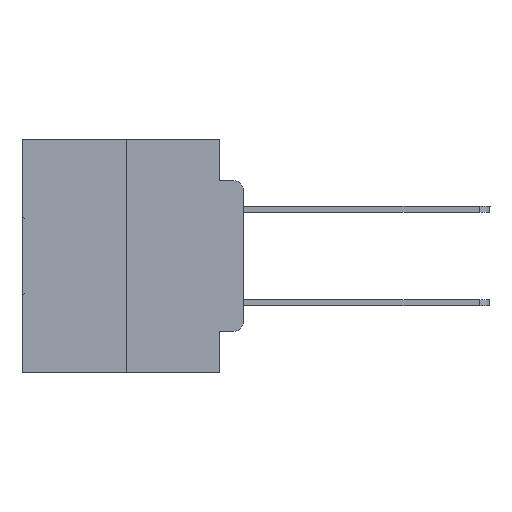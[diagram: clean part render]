
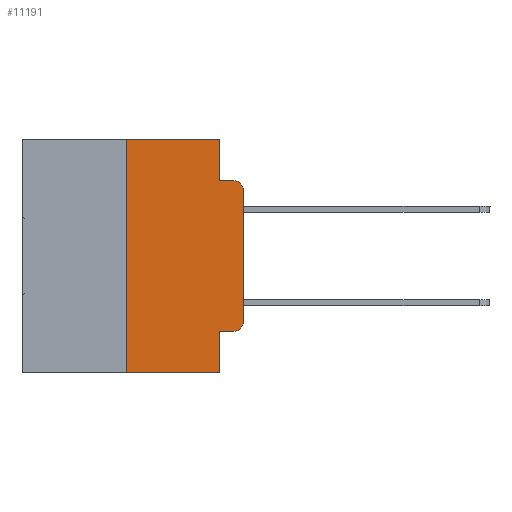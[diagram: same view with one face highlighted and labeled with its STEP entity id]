
A CAD part, left-side view. The second image highlights one B-rep face of the part: STEP entity #11191.
In plain terms, the highlighted planar face has unit normal (-1, 0, 0).
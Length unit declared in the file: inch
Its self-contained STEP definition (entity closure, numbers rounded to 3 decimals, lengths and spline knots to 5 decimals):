
#387 = FACE_OUTER_BOUND ( 'NONE', #21747, .T. ) ;
#679 = CARTESIAN_POINT ( 'NONE',  ( 0., 0.02, -0.3915 ) ) ;
#702 = VERTEX_POINT ( 'NONE', #17931 ) ;
#1177 = DIRECTION ( 'NONE',  ( -1., 0., 0. ) ) ;
#1194 = EDGE_CURVE ( 'NONE', #6410, #12762, #14977, .T. ) ;
#1731 = VECTOR ( 'NONE', #31686, 39.37008 ) ;
#2661 = DIRECTION ( 'NONE',  ( 0., -1., 0. ) ) ;
#2918 = EDGE_CURVE ( 'NONE', #702, #18081, #24659, .T. ) ;
#3298 = DIRECTION ( 'NONE',  ( 0., 0., -1. ) ) ;
#3562 = CARTESIAN_POINT ( 'NONE',  ( 0., 0.051, -0.4115 ) ) ;
#3701 = VERTEX_POINT ( 'NONE', #19682 ) ;
#3718 = AXIS2_PLACEMENT_3D ( 'NONE', #679, #18095, #3298 ) ;
#3992 = VERTEX_POINT ( 'NONE', #27978 ) ;
#4589 = ORIENTED_EDGE ( 'NONE', *, *, #19458, .T. ) ;
#4595 = DIRECTION ( 'NONE',  ( 0., 0., -1. ) ) ;
#5238 = ORIENTED_EDGE ( 'NONE', *, *, #17865, .T. ) ;
#6182 = CARTESIAN_POINT ( 'NONE',  ( 0., 0.051, 0. ) ) ;
#6410 = VERTEX_POINT ( 'NONE', #3562 ) ;
#6965 = CARTESIAN_POINT ( 'NONE',  ( 0., 0.25, 0. ) ) ;
#7800 = VECTOR ( 'NONE', #2661, 39.37008 ) ;
#8123 = ORIENTED_EDGE ( 'NONE', *, *, #11281, .F. ) ;
#8174 = CARTESIAN_POINT ( 'NONE',  ( 0., 0., 0. ) ) ;
#9295 = ORIENTED_EDGE ( 'NONE', *, *, #9651, .F. ) ;
#9651 = EDGE_CURVE ( 'NONE', #3701, #3992, #25640, .T. ) ;
#9712 = EDGE_CURVE ( 'NONE', #702, #12762, #24097, .T. ) ;
#10222 = CARTESIAN_POINT ( 'NONE',  ( 0., 0.473, 0. ) ) ;
#10618 = DIRECTION ( 'NONE',  ( 0., 0., 1. ) ) ;
#11191 = ADVANCED_FACE ( 'NONE', ( #387 ), #27140, .F. ) ;
#11281 = EDGE_CURVE ( 'NONE', #3992, #27785, #23591, .T. ) ;
#11670 = VECTOR ( 'NONE', #21593, 39.37008 ) ;
#12079 = CARTESIAN_POINT ( 'NONE',  ( 0., 0.051, -0.4115 ) ) ;
#12285 = VERTEX_POINT ( 'NONE', #27575 ) ;
#12537 = CARTESIAN_POINT ( 'NONE',  ( 0., 0.473, 0. ) ) ;
#12762 = VERTEX_POINT ( 'NONE', #19684 ) ;
#12794 = AXIS2_PLACEMENT_3D ( 'NONE', #12537, #15014, #4595 ) ;
#13451 = VECTOR ( 'NONE', #18526, 39.37008 ) ;
#14977 = LINE ( 'NONE', #17138, #1731 ) ;
#14987 = CARTESIAN_POINT ( 'NONE',  ( 0., 0., -0.1085 ) ) ;
#15014 = DIRECTION ( 'NONE',  ( 1., 0., 0. ) ) ;
#15165 = CARTESIAN_POINT ( 'NONE',  ( 0., 0.02, -0.4115 ) ) ;
#15340 = DIRECTION ( 'NONE',  ( 0., -1., 0. ) ) ;
#16102 = CARTESIAN_POINT ( 'NONE',  ( 0., 0.02, -0.1085 ) ) ;
#16386 = VECTOR ( 'NONE', #15340, 39.37008 ) ;
#16522 = ORIENTED_EDGE ( 'NONE', *, *, #25946, .F. ) ;
#17138 = CARTESIAN_POINT ( 'NONE',  ( 0., 0.051, 0. ) ) ;
#17225 = CIRCLE ( 'NONE', #22295, 0.02 ) ;
#17401 = ORIENTED_EDGE ( 'NONE', *, *, #2918, .F. ) ;
#17463 = CIRCLE ( 'NONE', #3718, 0.02 ) ;
#17665 = ORIENTED_EDGE ( 'NONE', *, *, #9712, .T. ) ;
#17865 = EDGE_CURVE ( 'NONE', #27558, #27785, #17225, .T. ) ;
#17931 = CARTESIAN_POINT ( 'NONE',  ( 0., 0.25, -0.5 ) ) ;
#18081 = VERTEX_POINT ( 'NONE', #21990 ) ;
#18095 = DIRECTION ( 'NONE',  ( -1., 0., 0. ) ) ;
#18190 = ORIENTED_EDGE ( 'NONE', *, *, #1194, .F. ) ;
#18295 = CARTESIAN_POINT ( 'NONE',  ( 0., 0.02, -0.0885 ) ) ;
#18526 = DIRECTION ( 'NONE',  ( 0., 0., -1. ) ) ;
#18549 = DIRECTION ( 'NONE',  ( 0., 0., -1. ) ) ;
#18717 = DIRECTION ( 'NONE',  ( 0., -1., 0. ) ) ;
#19297 = ORIENTED_EDGE ( 'NONE', *, *, #31476, .T. ) ;
#19458 = EDGE_CURVE ( 'NONE', #12285, #27558, #27376, .T. ) ;
#19569 = ORIENTED_EDGE ( 'NONE', *, *, #24963, .T. ) ;
#19682 = CARTESIAN_POINT ( 'NONE',  ( 0., 0.051, 0. ) ) ;
#19684 = CARTESIAN_POINT ( 'NONE',  ( 0., 0.051, -0.5 ) ) ;
#20805 = VECTOR ( 'NONE', #29151, 39.37008 ) ;
#20902 = VECTOR ( 'NONE', #10618, 39.37008 ) ;
#21548 = LINE ( 'NONE', #10222, #7800 ) ;
#21593 = DIRECTION ( 'NONE',  ( 0., 0., 1. ) ) ;
#21747 = EDGE_LOOP ( 'NONE', ( #4589, #5238, #8123, #9295, #16522, #17401, #17665, #18190, #19297, #19569 ) ) ;
#21990 = CARTESIAN_POINT ( 'NONE',  ( 0., 0.25, 0. ) ) ;
#22295 = AXIS2_PLACEMENT_3D ( 'NONE', #16102, #1177, #18549 ) ;
#23591 = LINE ( 'NONE', #29940, #16386 ) ;
#24097 = LINE ( 'NONE', #26042, #31334 ) ;
#24659 = LINE ( 'NONE', #6965, #11670 ) ;
#24963 = EDGE_CURVE ( 'NONE', #28258, #12285, #17463, .T. ) ;
#25640 = LINE ( 'NONE', #6182, #13451 ) ;
#25946 = EDGE_CURVE ( 'NONE', #18081, #3701, #21548, .T. ) ;
#26042 = CARTESIAN_POINT ( 'NONE',  ( 0., 0.473, -0.5 ) ) ;
#26500 = LINE ( 'NONE', #12079, #20805 ) ;
#27140 = PLANE ( 'NONE',  #12794 ) ;
#27376 = LINE ( 'NONE', #8174, #20902 ) ;
#27558 = VERTEX_POINT ( 'NONE', #14987 ) ;
#27575 = CARTESIAN_POINT ( 'NONE',  ( 0., 0., -0.3915 ) ) ;
#27785 = VERTEX_POINT ( 'NONE', #18295 ) ;
#27978 = CARTESIAN_POINT ( 'NONE',  ( 0., 0.051, -0.0885 ) ) ;
#28258 = VERTEX_POINT ( 'NONE', #15165 ) ;
#29151 = DIRECTION ( 'NONE',  ( 0., -1., 0. ) ) ;
#29940 = CARTESIAN_POINT ( 'NONE',  ( 0., 0.051, -0.0885 ) ) ;
#31334 = VECTOR ( 'NONE', #18717, 39.37008 ) ;
#31476 = EDGE_CURVE ( 'NONE', #6410, #28258, #26500, .T. ) ;
#31686 = DIRECTION ( 'NONE',  ( 0., 0., -1. ) ) ;
